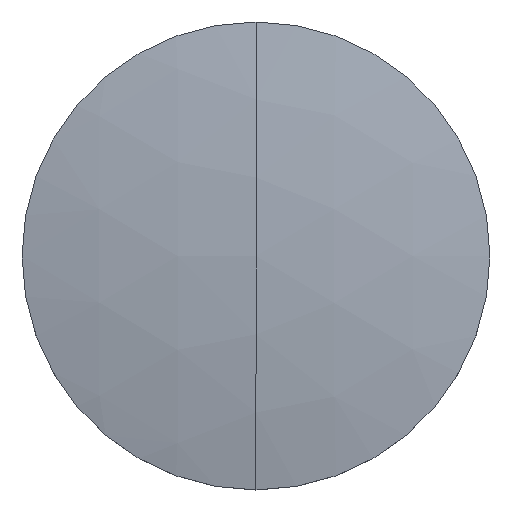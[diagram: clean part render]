
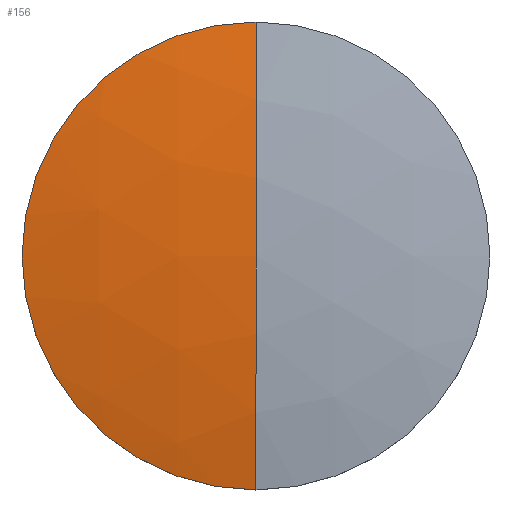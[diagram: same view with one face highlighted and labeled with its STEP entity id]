
A CAD part, top view. The second image highlights one B-rep face of the part: STEP entity #156.
In plain terms, the highlighted spherical face has radius 64.38 mm.
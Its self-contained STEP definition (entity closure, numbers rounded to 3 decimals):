
#15 = EDGE_CURVE ( 'NONE', #160, #16, #136, .T. ) ;
#16 = VERTEX_POINT ( 'NONE', #131 ) ;
#17 = ORIENTED_EDGE ( 'NONE', *, *, #18, .F. ) ;
#18 = EDGE_CURVE ( 'NONE', #33, #16, #72, .T. ) ;
#29 = VERTEX_POINT ( 'NONE', #87 ) ;
#32 = EDGE_CURVE ( 'NONE', #33, #29, #82, .T. ) ;
#33 = VERTEX_POINT ( 'NONE', #77 ) ;
#38 = EDGE_LOOP ( 'NONE', ( #157, #158, #161, #17 ) ) ;
#68 = DIRECTION ( 'NONE',  ( 0., 0., -1. ) ) ;
#69 = DIRECTION ( 'NONE',  ( 1., 0., 0. ) ) ;
#70 = CARTESIAN_POINT ( 'NONE',  ( 0., 0., -62.75 ) ) ;
#71 = AXIS2_PLACEMENT_3D ( 'NONE', #70, #69, #68 ) ;
#72 = CIRCLE ( 'NONE', #71, 64.38 ) ;
#77 = CARTESIAN_POINT ( 'NONE',  ( 0., 12.7, 0.365 ) ) ;
#78 = DIRECTION ( 'NONE',  ( 1., 0., 0. ) ) ;
#79 = DIRECTION ( 'NONE',  ( 0., 0., 1. ) ) ;
#80 = CARTESIAN_POINT ( 'NONE',  ( 0., 0., 0.365 ) ) ;
#81 = AXIS2_PLACEMENT_3D ( 'NONE', #80, #79, #78 ) ;
#82 = CIRCLE ( 'NONE', #81, 12.7 ) ;
#87 = CARTESIAN_POINT ( 'NONE',  ( -12.7, 0., 0.365 ) ) ;
#131 = CARTESIAN_POINT ( 'NONE',  ( 0., 0., 1.63 ) ) ;
#132 = DIRECTION ( 'NONE',  ( 0., -1., 0. ) ) ;
#133 = DIRECTION ( 'NONE',  ( -1., 0., 0. ) ) ;
#134 = CARTESIAN_POINT ( 'NONE',  ( 0., 0., -62.75 ) ) ;
#135 = AXIS2_PLACEMENT_3D ( 'NONE', #134, #133, #132 ) ;
#136 = CIRCLE ( 'NONE', #135, 64.38 ) ;
#156 = ADVANCED_FACE ( 'NONE', ( #242 ), #254, .T. ) ;
#157 = ORIENTED_EDGE ( 'NONE', *, *, #32, .T. ) ;
#158 = ORIENTED_EDGE ( 'NONE', *, *, #159, .T. ) ;
#159 = EDGE_CURVE ( 'NONE', #29, #160, #255, .T. ) ;
#160 = VERTEX_POINT ( 'NONE', #188 ) ;
#161 = ORIENTED_EDGE ( 'NONE', *, *, #15, .T. ) ;
#188 = CARTESIAN_POINT ( 'NONE',  ( 0., -12.7, 0.365 ) ) ;
#189 = DIRECTION ( 'NONE',  ( 1., 0., 0. ) ) ;
#190 = DIRECTION ( 'NONE',  ( 0., 0., 1. ) ) ;
#191 = AXIS2_PLACEMENT_3D ( 'NONE', #256, #190, #189 ) ;
#242 = FACE_OUTER_BOUND ( 'NONE', #38, .T. ) ;
#250 = DIRECTION ( 'NONE',  ( 0., 1., 0. ) ) ;
#251 = DIRECTION ( 'NONE',  ( -1., 0., 0. ) ) ;
#252 = CARTESIAN_POINT ( 'NONE',  ( 0., 0., -62.75 ) ) ;
#253 = AXIS2_PLACEMENT_3D ( 'NONE', #252, #251, #250 ) ;
#254 = SPHERICAL_SURFACE ( 'NONE', #253, 64.38 ) ;
#255 = CIRCLE ( 'NONE', #191, 12.7 ) ;
#256 = CARTESIAN_POINT ( 'NONE',  ( 0., 0., 0.365 ) ) ;
